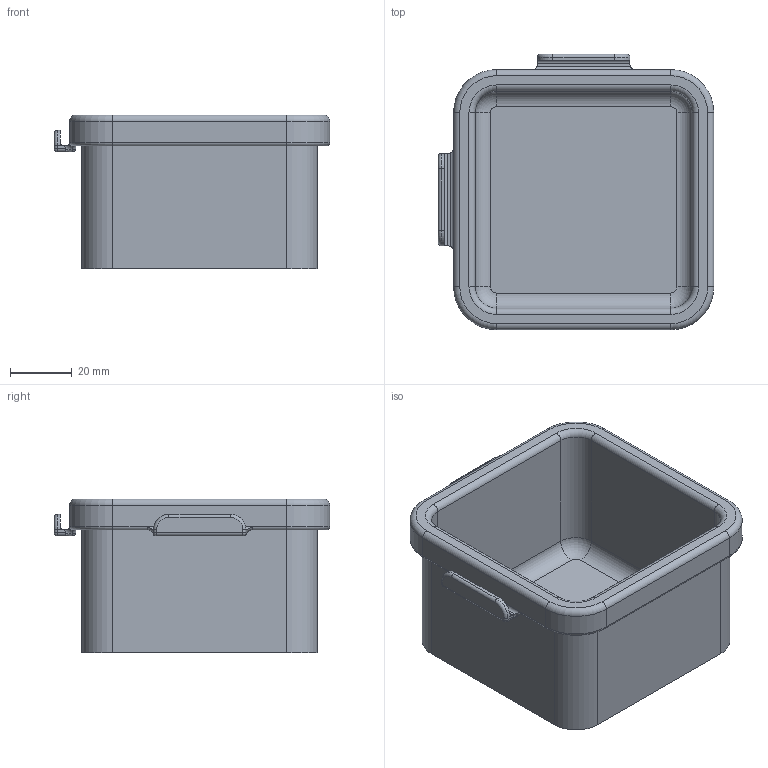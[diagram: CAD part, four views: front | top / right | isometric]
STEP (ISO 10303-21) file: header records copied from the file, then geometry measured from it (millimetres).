
FILE_DESCRIPTION(('STEP AP214'), '1');
FILE_NAME('ìàëàÿ ÷àñòü îðãàíàéçåðà', '', ('UNSPECIFIED'), ('UNSPECIFIED'), 'C3D Converter', 'C3D Toolkit', '');
FILE_SCHEMA(('AUTOMOTIVE_DESIGN { 1 0 10303 214 3 1 1}'));
Length unit declared in the file: millimetre
Bounding box: 89.5 x 89.5 x 50 mm (x, y, z)
Volume: 66934.3 mm3; surface area: 45227.6 mm2
Topology: 1 solids, 1 shells, 137 faces, 310 edges, 164 vertices
Faces by surface type: cylinder 60, plane 33, torus 28, bspline 12, sphere 4
Entity records: 5210 total; most frequent: CARTESIAN_POINT 2226, DIRECTION 654, ORIENTED_EDGE 596, EDGE_CURVE 298, AXIS2_PLACEMENT_3D 262, VERTEX_POINT 164, FACE_BOUND 138, EDGE_LOOP 138
